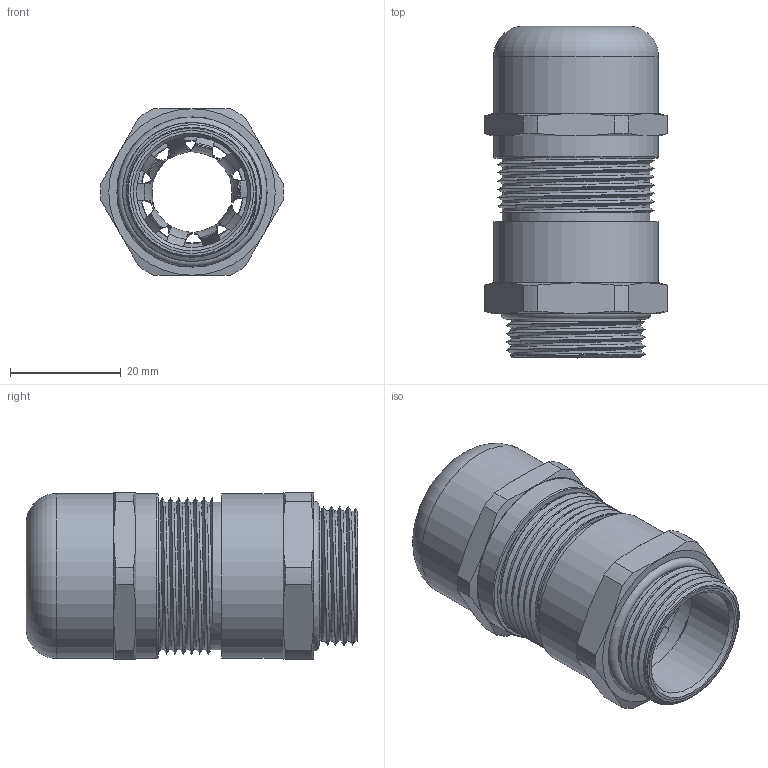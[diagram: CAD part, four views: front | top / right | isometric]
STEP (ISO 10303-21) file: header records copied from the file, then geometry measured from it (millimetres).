
FILE_DESCRIPTION(/* description */ ('Ampacity M 25x1,5'),/* implementation_level */ '2;1');
FILE_NAME(/* name */ '61086525AMPLF-RST.stp',/* time_stamp */ '2022-04-04T10:32:34+02:00',/* author */ ('sl'),/* organization */ (''),/* preprocessor_version */ 'ST-DEVELOPER v16.5',/* originating_system */ 'Autodesk Inventor 2017',/* authorisation */ '');
FILE_SCHEMA (('AUTOMOTIVE_DESIGN { 1 0 10303 214 3 1 1 }'));
Length unit declared in the file: millimetre
Products named in the file (8): 61086525AMPLF; 61086525AMPLF_1; M25x1.5 EMC5 METAL RAKOR YAYI; M25x1.5 EMC5 METAL RAKOR HALKA; PG 21 UST PLASTIK (4.VERSIYON); PG 21 CONTA; 61086525AMPLF_2; Ø23x2.0 O-RING-M25
Assembly tree (8 placements, depth 2):
  61086525AMPLF
    61086525AMPLF_1
    M25x1.5 EMC5 METAL RAKOR YAYI  x2
    M25x1.5 EMC5 METAL RAKOR HALKA
    PG 21 UST PLASTIK (4.VERSIYON)
    PG 21 CONTA
    61086525AMPLF_2
    Ø23x2.0 O-RING-M25
Bounding box: 32.98 x 59.81 x 30 mm (x, y, z)
Volume: 15050.9 mm3; surface area: 24207 mm2
Topology: 8 solids, 8 shells, 580 faces, 1631 edges, 1055 vertices
Faces by surface type: plane 235, cylinder 201, torus 55, bspline 46, cone 43
Full cylindrical faces by diameter (mm): 18.4 x1, 18.5 x1, 18.6 x1, 20 x1, 20.5 x1, 22 x1, 22.8 x1, 22.9 x1, 23.1 x1, 23.2 x2, 23.7 x2, 24 x1, 24.1 x1, 24.45 x2, 24.8 x1, 25.3 x1, 26.6 x2, 26.63 x8, 26.9 x1, 27.1 x1, 29.6 x1, 29.7 x2
Entity records: 19985 total; most frequent: CARTESIAN_POINT 8637, DIRECTION 2301, ORIENTED_EDGE 2240, EDGE_CURVE 1120, AXIS2_PLACEMENT_3D 957, VERTEX_POINT 754, EDGE_LOOP 502, CIRCLE 491
